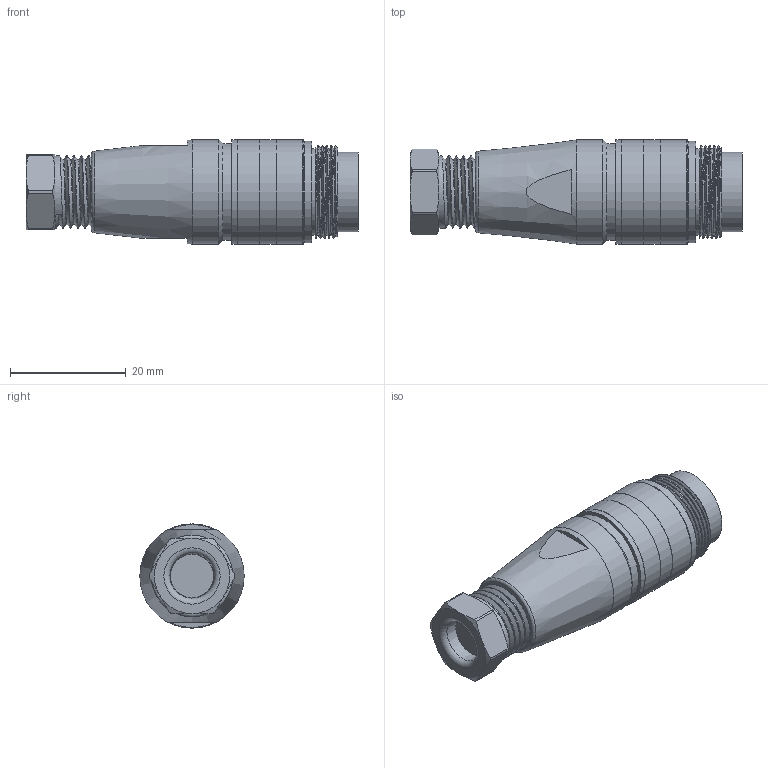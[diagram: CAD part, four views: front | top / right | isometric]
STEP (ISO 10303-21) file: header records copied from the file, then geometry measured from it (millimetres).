
FILE_DESCRIPTION(/* description */ (''),/* implementation_level */ '2;1');
FILE_NAME(/* name */ 'c091 11h007 000 2nxc001-02.stp',/* time_stamp */ '2019-07-08T12:59:03+02:00',/* author */ (''),/* organization */ (''),/* preprocessor_version */ 'ST-DEVELOPER v16.7',/* originating_system */ 'SIEMENS PLM Software NX 12.0',/* authorisation */ '');
FILE_SCHEMA (('AUTOMOTIVE_DESIGN { 1 0 10303 214 3 1 1 1 }'));
Length unit declared in the file: millimetre
Products named in the file (1): c091 11h007 000 2nxc001-02
Bounding box: 57.3 x 18 x 18 mm (x, y, z)
Volume: 10351.1 mm3; surface area: 4152.2 mm2
Topology: 1 solids, 1 shells, 144 faces, 372 edges, 244 vertices
Faces by surface type: plane 61, cylinder 46, cone 15, sphere 12, bspline 6, torus 4
Full cylindrical faces by diameter (mm): 12.5 x5, 13.8 x1, 15 x1, 16.7 x1, 17.6 x1, 17.96 x3, 18 x3
Entity records: 5800 total; most frequent: CARTESIAN_POINT 1892, DIRECTION 714, ORIENTED_EDGE 654, EDGE_CURVE 327, AXIS2_PLACEMENT_3D 290, VERTEX_POINT 226, EDGE_LOOP 181, CIRCLE 155
